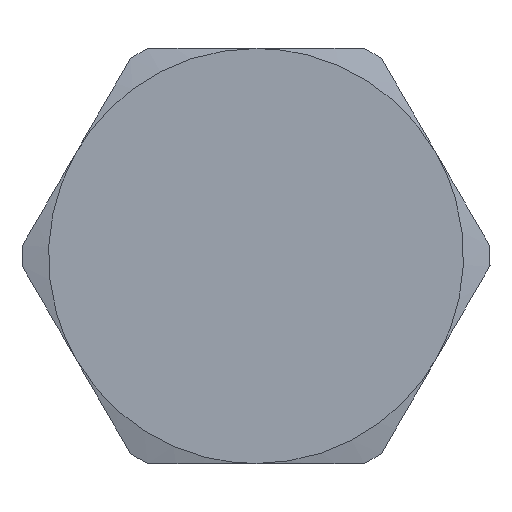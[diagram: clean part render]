
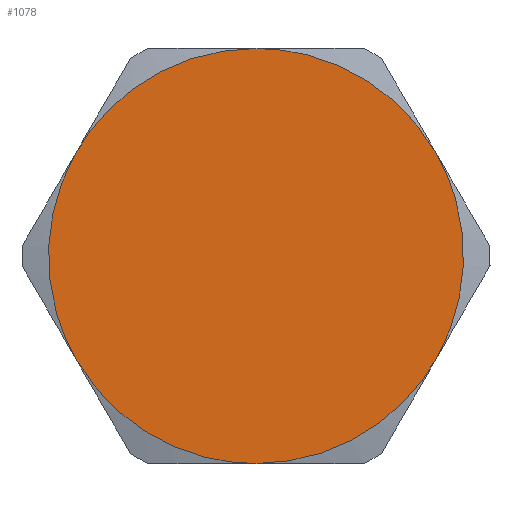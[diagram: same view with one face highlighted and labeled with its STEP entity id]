
A CAD part, front view. The second image highlights one B-rep face of the part: STEP entity #1078.
In plain terms, the highlighted free-form (B-spline) face has degree [1, 1] with [2, 2] control points.
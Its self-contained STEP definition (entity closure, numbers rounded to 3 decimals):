
#1 = CARTESIAN_POINT ( 'NONE',  ( -6.062, 0., -3.5 ) ) ;
#19 = CARTESIAN_POINT ( 'NONE',  ( 6.368, 0., -2.97 ) ) ;
#25 = CARTESIAN_POINT ( 'NONE',  ( 2.403, 0., 6.603 ) ) ;
#92 = VERTEX_POINT ( 'NONE', #247 ) ;
#107 = CARTESIAN_POINT ( 'NONE',  ( 6.062, 0., -3.5 ) ) ;
#121 = EDGE_CURVE ( 'NONE', #220, #129, #1072, .T. ) ;
#124 = CARTESIAN_POINT ( 'NONE',  ( 6.062, 0., 3.5 ) ) ;
#129 = VERTEX_POINT ( 'NONE', #845 ) ;
#138 = CARTESIAN_POINT ( 'NONE',  ( 0., 0., 7. ) ) ;
#145 = CARTESIAN_POINT ( 'NONE',  ( 0.612, 0., -7. ) ) ;
#149 = CARTESIAN_POINT ( 'NONE',  ( 6.368, 0., 2.97 ) ) ;
#152 = CARTESIAN_POINT ( 'NONE',  ( 0., 0., -7. ) ) ;
#155 = CARTESIAN_POINT ( 'NONE',  ( -5.382, 0., -4.517 ) ) ;
#163 = CARTESIAN_POINT ( 'NONE',  ( -4.03, 0., -5.756 ) ) ;
#164 = CARTESIAN_POINT ( 'NONE',  ( -4.517, 0., 5.382 ) ) ;
#220 = VERTEX_POINT ( 'NONE', #386 ) ;
#247 = CARTESIAN_POINT ( 'NONE',  ( -6.062, 0., 3.5 ) ) ;
#251 = CARTESIAN_POINT ( 'NONE',  ( 6.92, 0., 1.221 ) ) ;
#253 = CARTESIAN_POINT ( 'NONE',  ( -6.92, 0., -1.221 ) ) ;
#255 = CARTESIAN_POINT ( 'NONE',  ( 4.517, 0., 5.382 ) ) ;
#257 = CARTESIAN_POINT ( 'NONE',  ( 2.403, 0., -6.603 ) ) ;
#260 = CARTESIAN_POINT ( 'NONE',  ( -2.97, 0., 6.368 ) ) ;
#261 = CARTESIAN_POINT ( 'NONE',  ( 5.382, 0., -4.517 ) ) ;
#262 = CARTESIAN_POINT ( 'NONE',  ( -2.97, 0., -6.368 ) ) ;
#276 = CARTESIAN_POINT ( 'NONE',  ( -6.062, 0., 3.5 ) ) ;
#285 = CARTESIAN_POINT ( 'NONE',  ( 6.062, 0., 3.5 ) ) ;
#320 = B_SPLINE_CURVE_WITH_KNOTS ( 'NONE', 3,
 ( #1099, #485, #622, #378, #1329, #957, #253, #610, #853, #1335 ),
 .UNSPECIFIED., .F., .F.,
 ( 4, 2, 2, 2, 4 ),
 ( 0., 0.262, 0.524, 0.785, 1.047 ),
 .UNSPECIFIED. ) ;
#335 = ORIENTED_EDGE ( 'NONE', *, *, #1416, .T. ) ;
#354 = CARTESIAN_POINT ( 'NONE',  ( 4.517, 0., -5.382 ) ) ;
#356 = CARTESIAN_POINT ( 'NONE',  ( 5.382, 0., 4.517 ) ) ;
#368 = CARTESIAN_POINT ( 'NONE',  ( 2.97, 0., 6.368 ) ) ;
#372 = CARTESIAN_POINT ( 'NONE',  ( 0., 0., 7. ) ) ;
#375 = CARTESIAN_POINT ( 'NONE',  ( -1.221, 0., -6.92 ) ) ;
#376 = ORIENTED_EDGE ( 'NONE', *, *, #1282, .T. ) ;
#377 = CARTESIAN_POINT ( 'NONE',  ( -0.612, 0., 7. ) ) ;
#378 = CARTESIAN_POINT ( 'NONE',  ( -6.92, 0., 1.221 ) ) ;
#386 = CARTESIAN_POINT ( 'NONE',  ( 0., 0., -7. ) ) ;
#392 = CARTESIAN_POINT ( 'NONE',  ( -7.084, 0., -7.084 ) ) ;
#396 = EDGE_LOOP ( 'NONE', ( #1497, #591, #404, #335, #376, #701 ) ) ;
#399 = FACE_OUTER_BOUND ( 'NONE', #396, .T. ) ;
#404 = ORIENTED_EDGE ( 'NONE', *, *, #121, .T. ) ;
#483 = B_SPLINE_SURFACE_WITH_KNOTS ( 'NONE', 1, 1, ( 
 ( #747, #1478 ),
 ( #392, #1368 ) ),
 .UNSPECIFIED., .F., .F., .F.,
 ( 2, 2 ),
 ( 2, 2 ),
 ( 0., 1. ),
 ( 0., 1. ),
 .UNSPECIFIED. ) ;
#485 = CARTESIAN_POINT ( 'NONE',  ( -6.368, 0., 2.97 ) ) ;
#488 = CARTESIAN_POINT ( 'NONE',  ( -5.382, 0., 4.517 ) ) ;
#591 = ORIENTED_EDGE ( 'NONE', *, *, #1484, .T. ) ;
#610 = CARTESIAN_POINT ( 'NONE',  ( -6.603, 0., -2.403 ) ) ;
#622 = CARTESIAN_POINT ( 'NONE',  ( -6.603, 0., 2.403 ) ) ;
#628 = CARTESIAN_POINT ( 'NONE',  ( 6.062, 0., -3.5 ) ) ;
#690 = CARTESIAN_POINT ( 'NONE',  ( 7., 0., 0.612 ) ) ;
#701 = ORIENTED_EDGE ( 'NONE', *, *, #1043, .T. ) ;
#706 = EDGE_CURVE ( 'NONE', #92, #1318, #320, .T. ) ;
#725 = CARTESIAN_POINT ( 'NONE',  ( -4.03, 0., 5.756 ) ) ;
#747 = CARTESIAN_POINT ( 'NONE',  ( -7.084, 0., 7.084 ) ) ;
#772 = B_SPLINE_CURVE_WITH_KNOTS ( 'NONE', 3,
 ( #107, #19, #1325, #848, #968, #690, #251, #832, #149, #1094 ),
 .UNSPECIFIED., .F., .F.,
 ( 4, 2, 2, 2, 4 ),
 ( 0., 0.262, 0.524, 0.785, 1.047 ),
 .UNSPECIFIED. ) ;
#832 = CARTESIAN_POINT ( 'NONE',  ( 6.603, 0., 2.403 ) ) ;
#841 = CARTESIAN_POINT ( 'NONE',  ( -6.062, 0., -3.5 ) ) ;
#845 = CARTESIAN_POINT ( 'NONE',  ( 6.062, 0., -3.5 ) ) ;
#848 = CARTESIAN_POINT ( 'NONE',  ( 6.92, 0., -1.221 ) ) ;
#853 = CARTESIAN_POINT ( 'NONE',  ( -6.368, 0., -2.97 ) ) ;
#866 = CARTESIAN_POINT ( 'NONE',  ( -1.221, 0., 6.92 ) ) ;
#903 = B_SPLINE_CURVE_WITH_KNOTS ( 'NONE', 3,
 ( #1233, #377, #866, #1459, #260, #725, #164, #488, #1223, #276 ),
 .UNSPECIFIED., .F., .F.,
 ( 4, 2, 2, 2, 4 ),
 ( 0., 0.262, 0.524, 0.785, 1.047 ),
 .UNSPECIFIED. ) ;
#920 = B_SPLINE_CURVE_WITH_KNOTS ( 'NONE', 3,
 ( #841, #1077, #155, #999, #163, #262, #989, #375, #1222, #1121 ),
 .UNSPECIFIED., .F., .F.,
 ( 4, 2, 2, 2, 4 ),
 ( 0., 0.262, 0.524, 0.785, 1.047 ),
 .UNSPECIFIED. ) ;
#945 = CARTESIAN_POINT ( 'NONE',  ( 0.612, 0., 7. ) ) ;
#957 = CARTESIAN_POINT ( 'NONE',  ( -7., 0., -0.612 ) ) ;
#967 = CARTESIAN_POINT ( 'NONE',  ( 5.756, 0., 4.03 ) ) ;
#968 = CARTESIAN_POINT ( 'NONE',  ( 7., 0., -0.612 ) ) ;
#971 = CARTESIAN_POINT ( 'NONE',  ( 1.221, 0., -6.92 ) ) ;
#974 = CARTESIAN_POINT ( 'NONE',  ( 4.03, 0., -5.756 ) ) ;
#989 = CARTESIAN_POINT ( 'NONE',  ( -2.403, 0., -6.603 ) ) ;
#999 = CARTESIAN_POINT ( 'NONE',  ( -4.517, 0., -5.382 ) ) ;
#1013 = VERTEX_POINT ( 'NONE', #138 ) ;
#1043 = EDGE_CURVE ( 'NONE', #1013, #92, #903, .T. ) ;
#1072 = B_SPLINE_CURVE_WITH_KNOTS ( 'NONE', 3,
 ( #152, #145, #971, #257, #1339, #974, #354, #261, #1097, #628 ),
 .UNSPECIFIED., .F., .F.,
 ( 4, 2, 2, 2, 4 ),
 ( 0., 0.262, 0.524, 0.785, 1.047 ),
 .UNSPECIFIED. ) ;
#1077 = CARTESIAN_POINT ( 'NONE',  ( -5.756, 0., -4.03 ) ) ;
#1078 = ADVANCED_FACE ( 'NONE', ( #399 ), #483, .T. ) ;
#1093 = CARTESIAN_POINT ( 'NONE',  ( 1.221, 0., 6.92 ) ) ;
#1094 = CARTESIAN_POINT ( 'NONE',  ( 6.062, 0., 3.5 ) ) ;
#1097 = CARTESIAN_POINT ( 'NONE',  ( 5.756, 0., -4.03 ) ) ;
#1099 = CARTESIAN_POINT ( 'NONE',  ( -6.062, 0., 3.5 ) ) ;
#1121 = CARTESIAN_POINT ( 'NONE',  ( 0., 0., -7. ) ) ;
#1222 = CARTESIAN_POINT ( 'NONE',  ( -0.612, 0., -7. ) ) ;
#1223 = CARTESIAN_POINT ( 'NONE',  ( -5.756, 0., 4.03 ) ) ;
#1233 = CARTESIAN_POINT ( 'NONE',  ( 0., 0., 7. ) ) ;
#1282 = EDGE_CURVE ( 'NONE', #1513, #1013, #1286, .T. ) ;
#1286 = B_SPLINE_CURVE_WITH_KNOTS ( 'NONE', 3,
 ( #124, #967, #356, #255, #1324, #368, #25, #1093, #945, #372 ),
 .UNSPECIFIED., .F., .F.,
 ( 4, 2, 2, 2, 4 ),
 ( 0., 0.262, 0.524, 0.785, 1.047 ),
 .UNSPECIFIED. ) ;
#1318 = VERTEX_POINT ( 'NONE', #1 ) ;
#1324 = CARTESIAN_POINT ( 'NONE',  ( 4.03, 0., 5.756 ) ) ;
#1325 = CARTESIAN_POINT ( 'NONE',  ( 6.603, 0., -2.403 ) ) ;
#1329 = CARTESIAN_POINT ( 'NONE',  ( -7., 0., 0.612 ) ) ;
#1335 = CARTESIAN_POINT ( 'NONE',  ( -6.062, 0., -3.5 ) ) ;
#1339 = CARTESIAN_POINT ( 'NONE',  ( 2.97, 0., -6.368 ) ) ;
#1368 = CARTESIAN_POINT ( 'NONE',  ( 7.084, 0., -7.084 ) ) ;
#1416 = EDGE_CURVE ( 'NONE', #129, #1513, #772, .T. ) ;
#1459 = CARTESIAN_POINT ( 'NONE',  ( -2.403, 0., 6.603 ) ) ;
#1478 = CARTESIAN_POINT ( 'NONE',  ( 7.084, 0., 7.084 ) ) ;
#1484 = EDGE_CURVE ( 'NONE', #1318, #220, #920, .T. ) ;
#1497 = ORIENTED_EDGE ( 'NONE', *, *, #706, .T. ) ;
#1513 = VERTEX_POINT ( 'NONE', #285 ) ;
